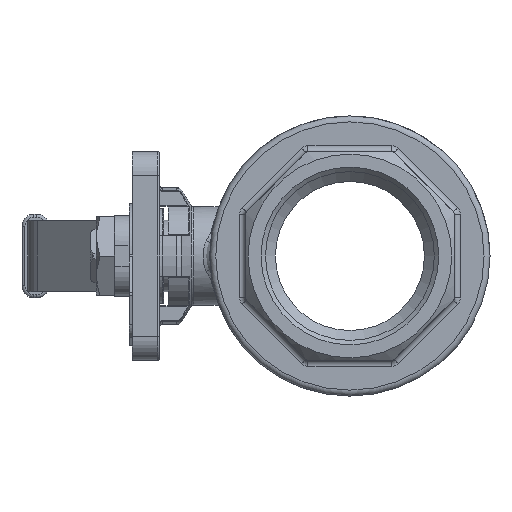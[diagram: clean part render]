
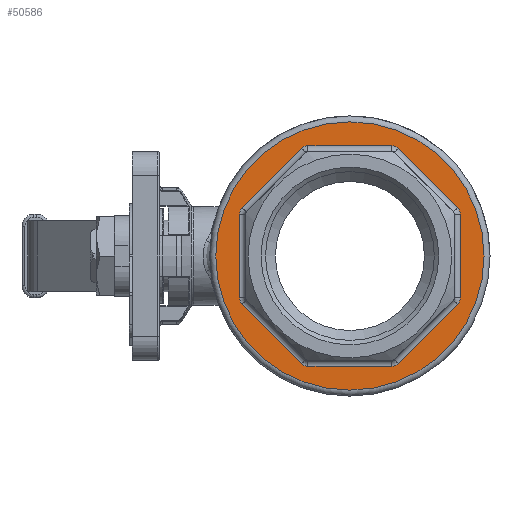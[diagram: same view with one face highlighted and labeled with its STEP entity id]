
A CAD part, left-side view. The second image highlights one B-rep face of the part: STEP entity #50586.
In plain terms, the highlighted planar face has unit normal (-1, 0, 0).
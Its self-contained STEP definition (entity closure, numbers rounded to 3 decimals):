
#4819 = CIRCLE ( 'NONE', #54986, 3. ) ;
#4901 = LINE ( 'NONE', #28010, #4902 ) ;
#4902 = VECTOR ( 'NONE', #28012, 1000. ) ;
#5204 = VECTOR ( 'NONE', #32828, 1000. ) ;
#5205 = LINE ( 'NONE', #32827, #5204 ) ;
#5232 = CIRCLE ( 'NONE', #56128, 3. ) ;
#5557 = CIRCLE ( 'NONE', #12628, 3. ) ;
#6116 = VERTEX_POINT ( 'NONE', #36179 ) ;
#12293 = AXIS2_PLACEMENT_3D ( 'NONE', #15740, #15741, #15742 ) ;
#12628 = AXIS2_PLACEMENT_3D ( 'NONE', #34162, #34161, #34160 ) ;
#12916 = AXIS2_PLACEMENT_3D ( 'NONE', #38099, #37989, #37689 ) ;
#13075 = AXIS2_PLACEMENT_3D ( 'NONE', #40002, #40004, #40005 ) ;
#13122 = AXIS2_PLACEMENT_3D ( 'NONE', #20542, #20532, #20519 ) ;
#15739 = PLANE ( 'NONE',  #12293 ) ;
#15740 = CARTESIAN_POINT ( 'NONE',  ( -42., 47., 0. ) ) ;
#15741 = DIRECTION ( 'NONE',  ( 1., 0., 0. ) ) ;
#15742 = DIRECTION ( 'NONE',  ( 0., 0., -1. ) ) ;
#16903 = LINE ( 'NONE', #39990, #16929 ) ;
#16929 = VECTOR ( 'NONE', #39992, 1000. ) ;
#17032 = FACE_BOUND ( 'NONE', #29744, .T. ) ;
#17033 = FACE_OUTER_BOUND ( 'NONE', #29746, .T. ) ;
#17310 = EDGE_CURVE ( 'NONE', #26896, #26885, #53767, .T. ) ;
#17324 = EDGE_CURVE ( 'NONE', #26906, #26896, #53762, .T. ) ;
#17328 = EDGE_CURVE ( 'NONE', #26928, #26855, #53625, .T. ) ;
#17367 = CIRCLE ( 'NONE', #30890, 3. ) ;
#17370 = EDGE_CURVE ( 'NONE', #26914, #26906, #55943, .T. ) ;
#17562 = VECTOR ( 'NONE', #41448, 1000. ) ;
#17563 = LINE ( 'NONE', #41447, #17562 ) ;
#17603 = CIRCLE ( 'NONE', #12916, 45. ) ;
#19791 = EDGE_CURVE ( 'NONE', #26878, #26897, #53785, .T. ) ;
#19979 = EDGE_CURVE ( 'NONE', #26881, #26883, #4901, .T. ) ;
#20029 = ORIENTED_EDGE ( 'NONE', *, *, #30300, .T. ) ;
#20032 = ORIENTED_EDGE ( 'NONE', *, *, #30302, .T. ) ;
#20328 = ORIENTED_EDGE ( 'NONE', *, *, #30700, .T. ) ;
#20470 = CARTESIAN_POINT ( 'NONE',  ( -42., -37., 0. ) ) ;
#20473 = DIRECTION ( 'NONE',  ( 0., 0., -1. ) ) ;
#20519 = DIRECTION ( 'NONE',  ( 0., 0., -1. ) ) ;
#20532 = DIRECTION ( 'NONE',  ( 1., 0., 0. ) ) ;
#20542 = CARTESIAN_POINT ( 'NONE',  ( -42., -34., -14.083 ) ) ;
#20546 = CARTESIAN_POINT ( 'NONE',  ( -42., -34., 14.083 ) ) ;
#20549 = DIRECTION ( 'NONE',  ( 1., 0., 0. ) ) ;
#20552 = DIRECTION ( 'NONE',  ( 0., 0., -1. ) ) ;
#20606 = CARTESIAN_POINT ( 'NONE',  ( -42., 14.083, 34. ) ) ;
#20609 = DIRECTION ( 'NONE',  ( 1., 0., 0. ) ) ;
#20612 = DIRECTION ( 'NONE',  ( 0., 0., -1. ) ) ;
#20777 = CARTESIAN_POINT ( 'NONE',  ( -42., -2.663, 49.663 ) ) ;
#20779 = DIRECTION ( 'NONE',  ( 0., -0.707, -0.707 ) ) ;
#21080 = ORIENTED_EDGE ( 'NONE', *, *, #21491, .T. ) ;
#21104 = ORIENTED_EDGE ( 'NONE', *, *, #19791, .T. ) ;
#21138 = ORIENTED_EDGE ( 'NONE', *, *, #17324, .T. ) ;
#21284 = ORIENTED_EDGE ( 'NONE', *, *, #17370, .T. ) ;
#21340 = ORIENTED_EDGE ( 'NONE', *, *, #17328, .T. ) ;
#21343 = ORIENTED_EDGE ( 'NONE', *, *, #56841, .T. ) ;
#21345 = EDGE_CURVE ( 'NONE', #26897, #26925, #5232, .T. ) ;
#21491 = EDGE_CURVE ( 'NONE', #26874, #26873, #5205, .T. ) ;
#22517 = ORIENTED_EDGE ( 'NONE', *, *, #30316, .T. ) ;
#22544 = ORIENTED_EDGE ( 'NONE', *, *, #30321, .T. ) ;
#22546 = ORIENTED_EDGE ( 'NONE', *, *, #56736, .T. ) ;
#22597 = ORIENTED_EDGE ( 'NONE', *, *, #17310, .T. ) ;
#22619 = ORIENTED_EDGE ( 'NONE', *, *, #19979, .T. ) ;
#22621 = ORIENTED_EDGE ( 'NONE', *, *, #46521, .T. ) ;
#22655 = ORIENTED_EDGE ( 'NONE', *, *, #21345, .T. ) ;
#22657 = ORIENTED_EDGE ( 'NONE', *, *, #56997, .T. ) ;
#26855 = VERTEX_POINT ( 'NONE', #36317 ) ;
#26857 = VERTEX_POINT ( 'NONE', #36319 ) ;
#26861 = VERTEX_POINT ( 'NONE', #36323 ) ;
#26870 = VERTEX_POINT ( 'NONE', #36331 ) ;
#26873 = VERTEX_POINT ( 'NONE', #36334 ) ;
#26874 = VERTEX_POINT ( 'NONE', #36335 ) ;
#26878 = VERTEX_POINT ( 'NONE', #36338 ) ;
#26881 = VERTEX_POINT ( 'NONE', #36341 ) ;
#26883 = VERTEX_POINT ( 'NONE', #36343 ) ;
#26885 = VERTEX_POINT ( 'NONE', #36345 ) ;
#26896 = VERTEX_POINT ( 'NONE', #36355 ) ;
#26897 = VERTEX_POINT ( 'NONE', #36356 ) ;
#26906 = VERTEX_POINT ( 'NONE', #36364 ) ;
#26914 = VERTEX_POINT ( 'NONE', #36371 ) ;
#26925 = VERTEX_POINT ( 'NONE', #36380 ) ;
#26928 = VERTEX_POINT ( 'NONE', #36382 ) ;
#28010 = CARTESIAN_POINT ( 'NONE',  ( -42., 49.663, -2.663 ) ) ;
#28012 = DIRECTION ( 'NONE',  ( 0., 0.707, 0.707 ) ) ;
#29744 = EDGE_LOOP ( 'NONE', ( #22657, #21343, #21284, #21138, #22597, #20328, #21104, #22655, #22544, #22621, #22619, #22546, #21080, #20032, #20029, #21340 ) ) ;
#29746 = EDGE_LOOP ( 'NONE', ( #22517 ) ) ;
#30300 = EDGE_CURVE ( 'NONE', #26870, #26928, #16903, .T. ) ;
#30302 = EDGE_CURVE ( 'NONE', #26873, #26870, #48514, .T. ) ;
#30316 = EDGE_CURVE ( 'NONE', #6116, #6116, #17603, .T. ) ;
#30321 = EDGE_CURVE ( 'NONE', #26925, #26857, #17563, .T. ) ;
#30700 = EDGE_CURVE ( 'NONE', #26885, #26878, #55761, .T. ) ;
#30890 = AXIS2_PLACEMENT_3D ( 'NONE', #33723, #33722, #33721 ) ;
#32598 = CARTESIAN_POINT ( 'NONE',  ( -42., -14.083, -34. ) ) ;
#32599 = DIRECTION ( 'NONE',  ( 1., 0., 0. ) ) ;
#32601 = DIRECTION ( 'NONE',  ( 0., 0., -1. ) ) ;
#32827 = CARTESIAN_POINT ( 'NONE',  ( -42., 37., 0. ) ) ;
#32828 = DIRECTION ( 'NONE',  ( 0., 0., 1. ) ) ;
#33721 = DIRECTION ( 'NONE',  ( 0., 0., -1. ) ) ;
#33722 = DIRECTION ( 'NONE',  ( 1., 0., 0. ) ) ;
#33723 = CARTESIAN_POINT ( 'NONE',  ( -42., 34., -14.083 ) ) ;
#34160 = DIRECTION ( 'NONE',  ( 0., 0., -1. ) ) ;
#34161 = DIRECTION ( 'NONE',  ( 1., 0., 0. ) ) ;
#34162 = CARTESIAN_POINT ( 'NONE',  ( -42., -14.083, 34. ) ) ;
#35664 = DIRECTION ( 'NONE',  ( 0., -1., 0. ) ) ;
#35665 = CARTESIAN_POINT ( 'NONE',  ( -42., 47., 37. ) ) ;
#36179 = CARTESIAN_POINT ( 'NONE',  ( -42., 0., -45. ) ) ;
#36317 = CARTESIAN_POINT ( 'NONE',  ( -42., 14.083, 37. ) ) ;
#36319 = CARTESIAN_POINT ( 'NONE',  ( -42., 14.083, -37. ) ) ;
#36323 = CARTESIAN_POINT ( 'NONE',  ( -42., -14.083, 37. ) ) ;
#36331 = CARTESIAN_POINT ( 'NONE',  ( -42., 36.121, 16.205 ) ) ;
#36334 = CARTESIAN_POINT ( 'NONE',  ( -42., 37., 14.083 ) ) ;
#36335 = CARTESIAN_POINT ( 'NONE',  ( -42., 37., -14.083 ) ) ;
#36338 = CARTESIAN_POINT ( 'NONE',  ( -42., -36.121, -16.205 ) ) ;
#36341 = CARTESIAN_POINT ( 'NONE',  ( -42., 16.205, -36.121 ) ) ;
#36343 = CARTESIAN_POINT ( 'NONE',  ( -42., 36.121, -16.205 ) ) ;
#36345 = CARTESIAN_POINT ( 'NONE',  ( -42., -37., -14.083 ) ) ;
#36355 = CARTESIAN_POINT ( 'NONE',  ( -42., -37., 14.083 ) ) ;
#36356 = CARTESIAN_POINT ( 'NONE',  ( -42., -16.205, -36.121 ) ) ;
#36364 = CARTESIAN_POINT ( 'NONE',  ( -42., -36.121, 16.205 ) ) ;
#36371 = CARTESIAN_POINT ( 'NONE',  ( -42., -16.205, 36.121 ) ) ;
#36380 = CARTESIAN_POINT ( 'NONE',  ( -42., -14.083, -37. ) ) ;
#36382 = CARTESIAN_POINT ( 'NONE',  ( -42., 16.205, 36.121 ) ) ;
#37689 = DIRECTION ( 'NONE',  ( 0., 0., -1. ) ) ;
#37989 = DIRECTION ( 'NONE',  ( -1., 0., 0. ) ) ;
#38099 = CARTESIAN_POINT ( 'NONE',  ( -42., 0., 0. ) ) ;
#39990 = CARTESIAN_POINT ( 'NONE',  ( -42., 49.663, 2.663 ) ) ;
#39992 = DIRECTION ( 'NONE',  ( 0., -0.707, 0.707 ) ) ;
#40002 = CARTESIAN_POINT ( 'NONE',  ( -42., 34., 14.083 ) ) ;
#40004 = DIRECTION ( 'NONE',  ( 1., 0., 0. ) ) ;
#40005 = DIRECTION ( 'NONE',  ( 0., 0., -1. ) ) ;
#41447 = CARTESIAN_POINT ( 'NONE',  ( -42., 47., -37. ) ) ;
#41448 = DIRECTION ( 'NONE',  ( 0., 1., 0. ) ) ;
#43089 = CARTESIAN_POINT ( 'NONE',  ( -42., 14.083, -34. ) ) ;
#43090 = DIRECTION ( 'NONE',  ( 1., 0., 0. ) ) ;
#43091 = DIRECTION ( 'NONE',  ( 0., 0., -1. ) ) ;
#44179 = AXIS2_PLACEMENT_3D ( 'NONE', #20606, #20609, #20612 ) ;
#44215 = AXIS2_PLACEMENT_3D ( 'NONE', #20546, #20549, #20552 ) ;
#46521 = EDGE_CURVE ( 'NONE', #26857, #26881, #4819, .T. ) ;
#48460 = LINE ( 'NONE', #35665, #48462 ) ;
#48462 = VECTOR ( 'NONE', #35664, 1000. ) ;
#48514 = CIRCLE ( 'NONE', #13075, 3. ) ;
#50586 = ADVANCED_FACE ( 'NONE', ( #17032, #17033 ), #15739, .F. ) ;
#53028 = DIRECTION ( 'NONE',  ( 0., 0.707, -0.707 ) ) ;
#53032 = CARTESIAN_POINT ( 'NONE',  ( -42., -2.663, -49.663 ) ) ;
#53625 = CIRCLE ( 'NONE', #44179, 3. ) ;
#53762 = CIRCLE ( 'NONE', #44215, 3. ) ;
#53766 = VECTOR ( 'NONE', #20473, 1000. ) ;
#53767 = LINE ( 'NONE', #20470, #53766 ) ;
#53785 = LINE ( 'NONE', #53032, #53788 ) ;
#53788 = VECTOR ( 'NONE', #53028, 1000. ) ;
#54986 = AXIS2_PLACEMENT_3D ( 'NONE', #43089, #43090, #43091 ) ;
#55761 = CIRCLE ( 'NONE', #13122, 3. ) ;
#55813 = VECTOR ( 'NONE', #20779, 1000. ) ;
#55943 = LINE ( 'NONE', #20777, #55813 ) ;
#56128 = AXIS2_PLACEMENT_3D ( 'NONE', #32598, #32599, #32601 ) ;
#56736 = EDGE_CURVE ( 'NONE', #26883, #26874, #17367, .T. ) ;
#56841 = EDGE_CURVE ( 'NONE', #26861, #26914, #5557, .T. ) ;
#56997 = EDGE_CURVE ( 'NONE', #26855, #26861, #48460, .T. ) ;
